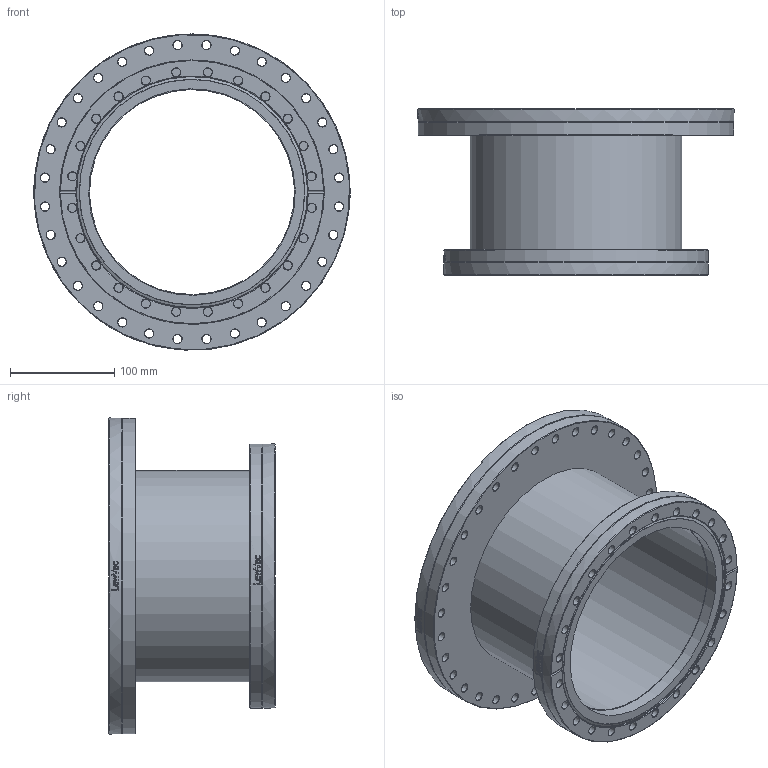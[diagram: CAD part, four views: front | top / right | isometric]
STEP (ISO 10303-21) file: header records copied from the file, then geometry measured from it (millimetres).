
FILE_DESCRIPTION(/* description */ (''),/* implementation_level */ '2;1');
FILE_NAME(/* name */ 'FL-SR250CF-200CF.stp',/* time_stamp */ '2018-01-25T16:07:38+00:00',/* author */ ('paul'),/* organization */ (''),/* preprocessor_version */ 'ST-DEVELOPER v16.13',/* originating_system */ 'Autodesk Inventor 2018',/* authorisation */ '');
FILE_SCHEMA (('AUTOMOTIVE_DESIGN { 1 0 10303 214 3 1 1 }'));
Length unit declared in the file: millimetre
Products named in the file (6): FL-SR250CF-200CF; FL-250CF; FL-200CFR-203; FL-200CFR OUTER; FL-200CFR-203 INNER; tube
Assembly tree (5 placements, depth 3):
  FL-SR250CF-200CF
    FL-250CF
    FL-200CFR-203
      FL-200CFR OUTER
      FL-200CFR-203 INNER
    tube
Bounding box: 304 x 160 x 303.83 mm (x, y, z)
Volume: 1652112.3 mm3; surface area: 444657.8 mm2
Topology: 4 solids, 4 shells, 395 faces, 1117 edges, 723 vertices
Faces by surface type: cone 125, bspline 106, cylinder 89, plane 73, torus 2
Full cylindrical faces by diameter (mm): 8.4 x56, 197 x1, 198.5 x1, 203.2 x2, 203.7 x1, 211 x1, 222 x1, 222.2 x1, 254 x2, 273.1 x1, 304 x2
Entity records: 35118 total; most frequent: CARTESIAN_POINT 26146, ORIENTED_EDGE 1686, DIRECTION 1648, EDGE_CURVE 843, AXIS2_PLACEMENT_3D 709, EDGE_LOOP 698, VERTEX_POINT 639, CIRCLE 409
